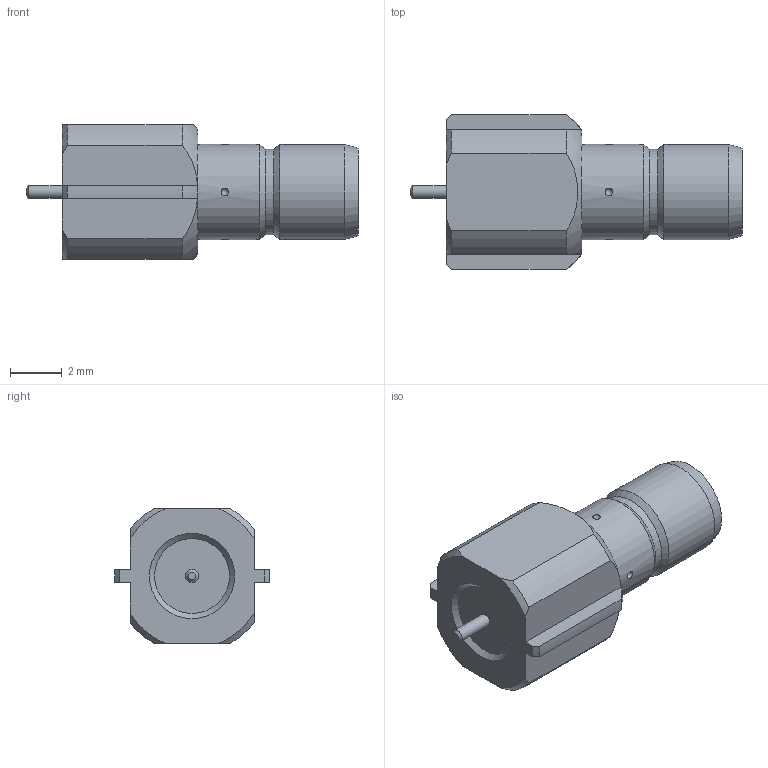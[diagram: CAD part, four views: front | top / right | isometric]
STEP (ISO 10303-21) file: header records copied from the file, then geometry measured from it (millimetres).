
FILE_DESCRIPTION(/* description */ ('Unknown'),/* implementation_level */ '2;1');
FILE_NAME(/* name */ '61612202121306',/* time_stamp */ '2020-01-16T15:03:19+01:00',/* author */ ('Unknown'),/* organization */ ('Unknown'),/* preprocessor_version */ 'ST-DEVELOPER v16.7',/* originating_system */ 'DEX',/* authorisation */ $);
FILE_SCHEMA (('AUTOMOTIVE_DESIGN {1 0 10303 214 3 1 1}'));
Length unit declared in the file: millimetre
Products named in the file (1): 61612202121306
Bounding box: 12.85 x 6 x 5.2 mm (x, y, z)
Volume: 350.5 mm3; surface area: 510.4 mm2
Topology: 2 solids, 2 shells, 100 faces, 246 edges, 160 vertices
Faces by surface type: plane 36, cone 28, cylinder 26, sphere 8, torus 2
Full cylindrical faces by diameter (mm): 0.5 x4, 2.12 x2, 2.4 x2, 3.32 x2, 3.68 x4
Entity records: 3366 total; most frequent: CARTESIAN_POINT 609, DIRECTION 414, ORIENTED_EDGE 368, EDGE_CURVE 184, AXIS2_PLACEMENT_3D 181, EDGE_LOOP 152, FACE_BOUND 152, VERTEX_POINT 140
